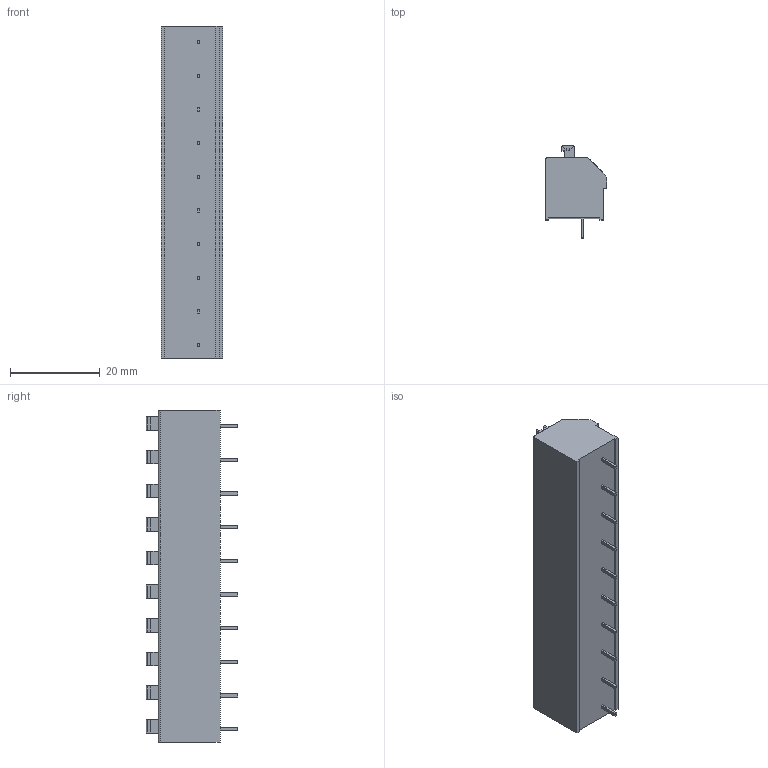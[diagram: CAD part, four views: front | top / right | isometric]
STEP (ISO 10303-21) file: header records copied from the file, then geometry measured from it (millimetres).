
FILE_DESCRIPTION( ( 'STEP AP214' ), '1' );
FILE_NAME( '250-610.stp', '2019-04-09T13:33:11', ( '' ), ( '' ), ' ', 'PARTsolutions', ' ' );
FILE_SCHEMA( ( 'AUTOMOTIVE_DESIGN { 1 0 10303 214 1 1 1 1 }' ) );
Length unit declared in the file: millimetre
Products named in the file (1): _250-610
Bounding box: 13.75 x 20.5 x 74 mm (x, y, z)
Volume: 12589.9 mm3; surface area: 4926.6 mm2
Topology: 1 solids, 1 shells, 346 faces, 952 edges, 628 vertices
Faces by surface type: plane 273, cylinder 53, cone 20
Entity records: 13666 total; most frequent: CARTESIAN_POINT 1987, ORIENTED_EDGE 1904, DIRECTION 1752, EDGE_CURVE 952, LINE 806, VECTOR 806, VERTEX_POINT 628, AXIS2_PLACEMENT_3D 473
